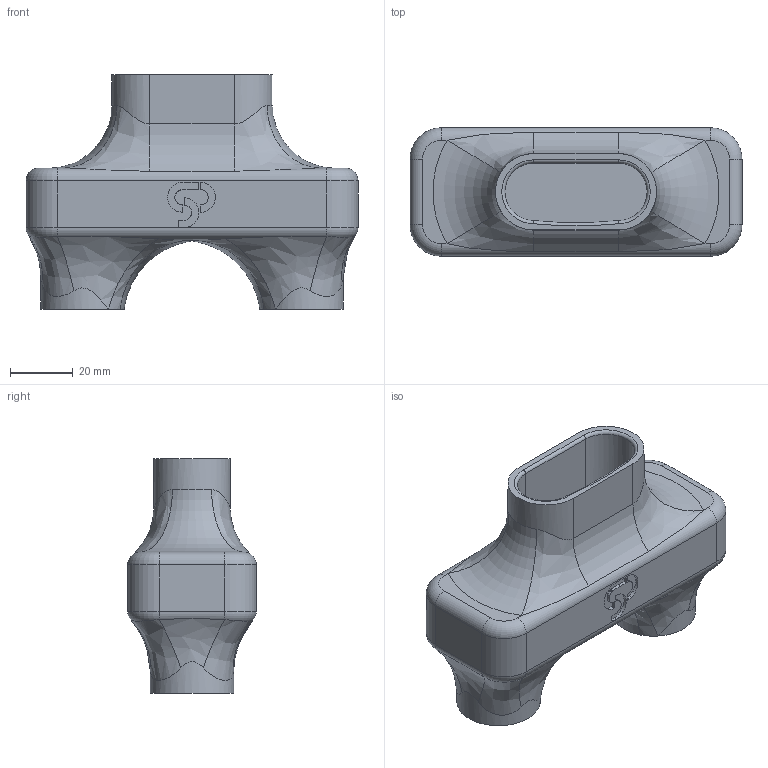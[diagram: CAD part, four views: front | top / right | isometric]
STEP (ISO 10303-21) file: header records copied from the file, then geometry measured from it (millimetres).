
FILE_DESCRIPTION(/* description */ (''),/* implementation_level */ '2;1');
FILE_NAME(/* name */ 'attachment-double-Zenoplige.step',/* time_stamp */ '2020-03-25T06:48:48-05:00',/* author */ (''),/* organization */ (''),/* preprocessor_version */ 'ST-DEVELOPER v18',/* originating_system */ 'Autodesk Translation Framework v8.12.0.6',/* authorisation */ '');
FILE_SCHEMA (('AUTOMOTIVE_DESIGN { 1 0 10303 214 3 1 1 }'));
Length unit declared in the file: millimetre
Products named in the file (1): attachment-double-Zenoplige
Bounding box: 106 x 41 x 74.8 mm (x, y, z)
Volume: 87717.5 mm3; surface area: 33543.5 mm2
Topology: 1 solids, 1 shells, 169 faces, 428 edges, 262 vertices
Faces by surface type: plane 64, bspline 52, cylinder 26, torus 17, cone 10
Entity records: 5995 total; most frequent: CARTESIAN_POINT 2294, ORIENTED_EDGE 848, DIRECTION 666, EDGE_CURVE 424, VERTEX_POINT 262, AXIS2_PLACEMENT_3D 227, LINE 212, VECTOR 212
